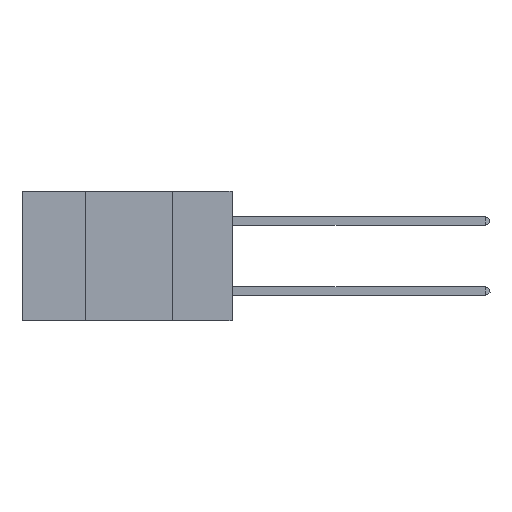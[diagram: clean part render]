
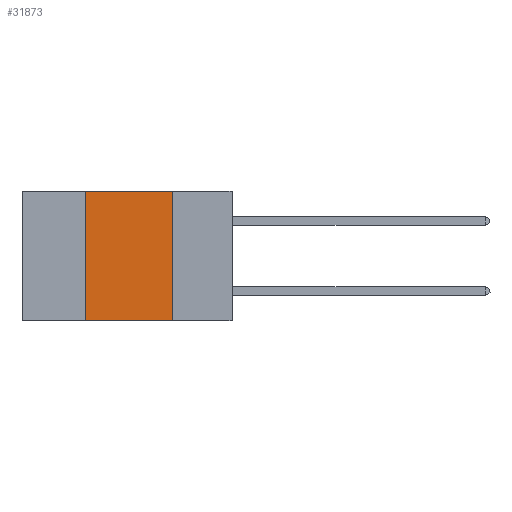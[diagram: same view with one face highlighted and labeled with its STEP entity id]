
A CAD part, left-side view. The second image highlights one B-rep face of the part: STEP entity #31873.
In plain terms, the highlighted planar face has unit normal (-1, 0, 0).
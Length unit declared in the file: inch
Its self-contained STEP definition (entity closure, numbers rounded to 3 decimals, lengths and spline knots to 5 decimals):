
#365 = CARTESIAN_POINT ( 'NONE',  ( 0., 0.6, -0.37 ) ) ;
#703 = VERTEX_POINT ( 'NONE', #23860 ) ;
#1190 = DIRECTION ( 'NONE',  ( 0., 0., 1. ) ) ;
#3207 = LINE ( 'NONE', #365, #25162 ) ;
#3398 = DIRECTION ( 'NONE',  ( 0., -1., 0. ) ) ;
#6625 = DIRECTION ( 'NONE',  ( 0., 0., -1. ) ) ;
#6649 = LINE ( 'NONE', #32480, #24063 ) ;
#7086 = VERTEX_POINT ( 'NONE', #31522 ) ;
#7781 = DIRECTION ( 'NONE',  ( 0., 0., -1. ) ) ;
#12933 = ORIENTED_EDGE ( 'NONE', *, *, #31601, .F. ) ;
#13344 = EDGE_CURVE ( 'NONE', #23695, #7086, #3207, .T. ) ;
#15306 = FACE_OUTER_BOUND ( 'NONE', #31030, .T. ) ;
#15929 = VECTOR ( 'NONE', #1190, 39.37008 ) ;
#16083 = VECTOR ( 'NONE', #7781, 39.37008 ) ;
#18173 = DIRECTION ( 'NONE',  ( 0., -1., 0. ) ) ;
#19128 = LINE ( 'NONE', #32866, #15929 ) ;
#19313 = LINE ( 'NONE', #27775, #16083 ) ;
#20616 = CARTESIAN_POINT ( 'NONE',  ( 0., 0.6, 0. ) ) ;
#21269 = CARTESIAN_POINT ( 'NONE',  ( 0., 0.17, 0. ) ) ;
#23508 = EDGE_CURVE ( 'NONE', #703, #32416, #6649, .T. ) ;
#23695 = VERTEX_POINT ( 'NONE', #24566 ) ;
#23860 = CARTESIAN_POINT ( 'NONE',  ( 0., 0.42, 0. ) ) ;
#24063 = VECTOR ( 'NONE', #18173, 39.37008 ) ;
#24566 = CARTESIAN_POINT ( 'NONE',  ( 0., 0.42, -0.37 ) ) ;
#25002 = AXIS2_PLACEMENT_3D ( 'NONE', #20616, #26071, #6625 ) ;
#25162 = VECTOR ( 'NONE', #3398, 39.37008 ) ;
#25484 = ORIENTED_EDGE ( 'NONE', *, *, #13344, .T. ) ;
#26071 = DIRECTION ( 'NONE',  ( 1., 0., 0. ) ) ;
#27775 = CARTESIAN_POINT ( 'NONE',  ( 0., 0.17, 0. ) ) ;
#29637 = PLANE ( 'NONE',  #25002 ) ;
#31030 = EDGE_LOOP ( 'NONE', ( #32441, #33119, #12933, #25484 ) ) ;
#31522 = CARTESIAN_POINT ( 'NONE',  ( 0., 0.17, -0.37 ) ) ;
#31601 = EDGE_CURVE ( 'NONE', #23695, #703, #19128, .T. ) ;
#31873 = ADVANCED_FACE ( 'NONE', ( #15306 ), #29637, .F. ) ;
#32416 = VERTEX_POINT ( 'NONE', #21269 ) ;
#32441 = ORIENTED_EDGE ( 'NONE', *, *, #36264, .F. ) ;
#32480 = CARTESIAN_POINT ( 'NONE',  ( 0., 0.6, 0. ) ) ;
#32866 = CARTESIAN_POINT ( 'NONE',  ( 0., 0.42, 0. ) ) ;
#33119 = ORIENTED_EDGE ( 'NONE', *, *, #23508, .F. ) ;
#36264 = EDGE_CURVE ( 'NONE', #32416, #7086, #19313, .T. ) ;
